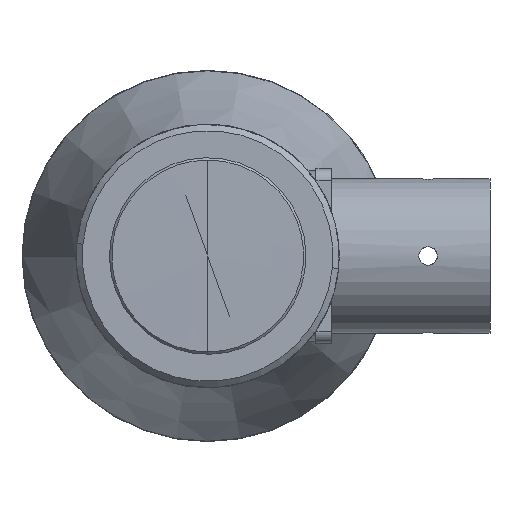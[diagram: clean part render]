
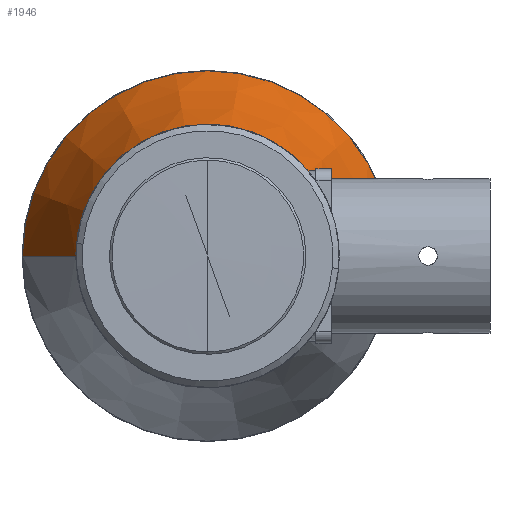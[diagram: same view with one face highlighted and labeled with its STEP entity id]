
A CAD part, left-side view. The second image highlights one B-rep face of the part: STEP entity #1946.
In plain terms, the highlighted conical face has half-angle 20 degrees and reference radius 17.06 mm.
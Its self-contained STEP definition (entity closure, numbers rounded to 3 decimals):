
#8 = DIRECTION ( 'NONE',  ( 0., 1., 0. ) ) ;
#221 = AXIS2_PLACEMENT_3D ( 'NONE', #995, #3611, #3314 ) ;
#330 = ORIENTED_EDGE ( 'NONE', *, *, #1897, .F. ) ;
#524 = CARTESIAN_POINT ( 'NONE',  ( 28.567, 0., 0. ) ) ;
#531 = CARTESIAN_POINT ( 'NONE',  ( 28.567, -23.94, 0. ) ) ;
#618 = EDGE_CURVE ( 'NONE', #1544, #2313, #2088, .T. ) ;
#661 = CARTESIAN_POINT ( 'NONE',  ( 9.666, 0., 17.06 ) ) ;
#718 = EDGE_CURVE ( 'NONE', #3335, #1544, #4122, .T. ) ;
#766 = VERTEX_POINT ( 'NONE', #661 ) ;
#820 = CARTESIAN_POINT ( 'NONE',  ( 9.666, 17.06, 0. ) ) ;
#840 = ORIENTED_EDGE ( 'NONE', *, *, #618, .F. ) ;
#995 = CARTESIAN_POINT ( 'NONE',  ( 9.666, 0., 0. ) ) ;
#997 = DIRECTION ( 'NONE',  ( -1., 0., 0. ) ) ;
#1010 = CARTESIAN_POINT ( 'NONE',  ( 9.666, 0., 0. ) ) ;
#1144 = ORIENTED_EDGE ( 'NONE', *, *, #718, .F. ) ;
#1182 = DIRECTION ( 'NONE',  ( 0., 0., -1. ) ) ;
#1202 = ORIENTED_EDGE ( 'NONE', *, *, #2866, .T. ) ;
#1209 = EDGE_CURVE ( 'NONE', #766, #2744, #2423, .T. ) ;
#1306 = LINE ( 'NONE', #2693, #2647 ) ;
#1468 = CIRCLE ( 'NONE', #2995, 17.06 ) ;
#1502 = VERTEX_POINT ( 'NONE', #2802 ) ;
#1537 = DIRECTION ( 'NONE',  ( 1., 0., 0. ) ) ;
#1544 = VERTEX_POINT ( 'NONE', #3894 ) ;
#1897 = EDGE_CURVE ( 'NONE', #1502, #766, #1468, .T. ) ;
#1946 = ADVANCED_FACE ( 'NONE', ( #2256 ), #3283, .T. ) ;
#1963 = DIRECTION ( 'NONE',  ( 0., 1., 0. ) ) ;
#2056 = EDGE_LOOP ( 'NONE', ( #330, #1202, #840, #1144, #3073, #2861 ) ) ;
#2088 = CIRCLE ( 'NONE', #4134, 23.94 ) ;
#2256 = FACE_OUTER_BOUND ( 'NONE', #2056, .T. ) ;
#2305 = CARTESIAN_POINT ( 'NONE',  ( 9.666, 0., 0. ) ) ;
#2307 = DIRECTION ( 'NONE',  ( 1., 0., 0. ) ) ;
#2313 = VERTEX_POINT ( 'NONE', #531 ) ;
#2333 = VECTOR ( 'NONE', #2953, 1000. ) ;
#2423 = CIRCLE ( 'NONE', #221, 17.06 ) ;
#2453 = EDGE_CURVE ( 'NONE', #2744, #3335, #1306, .T. ) ;
#2547 = AXIS2_PLACEMENT_3D ( 'NONE', #1010, #3965, #1963 ) ;
#2647 = VECTOR ( 'NONE', #3341, 1000. ) ;
#2693 = CARTESIAN_POINT ( 'NONE',  ( 9.666, 17.06, 0. ) ) ;
#2744 = VERTEX_POINT ( 'NONE', #820 ) ;
#2802 = CARTESIAN_POINT ( 'NONE',  ( 9.666, -17.06, 0. ) ) ;
#2861 = ORIENTED_EDGE ( 'NONE', *, *, #1209, .F. ) ;
#2866 = EDGE_CURVE ( 'NONE', #1502, #2313, #3021, .T. ) ;
#2953 = DIRECTION ( 'NONE',  ( 0.94, -0.342, 0. ) ) ;
#2995 = AXIS2_PLACEMENT_3D ( 'NONE', #2305, #997, #3317 ) ;
#3021 = LINE ( 'NONE', #4290, #2333 ) ;
#3073 = ORIENTED_EDGE ( 'NONE', *, *, #2453, .F. ) ;
#3144 = CARTESIAN_POINT ( 'NONE',  ( 28.567, 23.94, 0. ) ) ;
#3283 = CONICAL_SURFACE ( 'NONE', #2547, 17.06, 0.349 ) ;
#3314 = DIRECTION ( 'NONE',  ( 0., 0., -1. ) ) ;
#3317 = DIRECTION ( 'NONE',  ( 0., 0., -1. ) ) ;
#3335 = VERTEX_POINT ( 'NONE', #3144 ) ;
#3341 = DIRECTION ( 'NONE',  ( 0.94, 0.342, 0. ) ) ;
#3611 = DIRECTION ( 'NONE',  ( -1., 0., 0. ) ) ;
#3894 = CARTESIAN_POINT ( 'NONE',  ( 28.567, 0., 23.94 ) ) ;
#3965 = DIRECTION ( 'NONE',  ( 1., 0., 0. ) ) ;
#4122 = CIRCLE ( 'NONE', #4298, 23.94 ) ;
#4134 = AXIS2_PLACEMENT_3D ( 'NONE', #524, #1537, #1182 ) ;
#4290 = CARTESIAN_POINT ( 'NONE',  ( 9.666, -17.06, 0. ) ) ;
#4298 = AXIS2_PLACEMENT_3D ( 'NONE', #4305, #2307, #8 ) ;
#4305 = CARTESIAN_POINT ( 'NONE',  ( 28.567, 0., 0. ) ) ;
